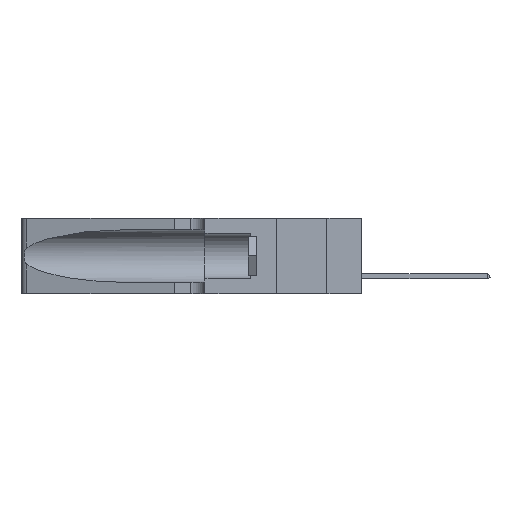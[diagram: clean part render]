
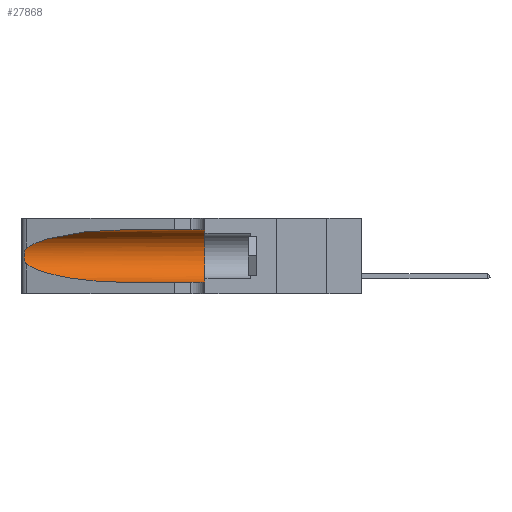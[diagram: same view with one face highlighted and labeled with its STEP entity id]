
A CAD part, left-side view. The second image highlights one B-rep face of the part: STEP entity #27868.
In plain terms, the highlighted cylindrical face has radius 3.308 mm (diameter 6.617 mm), a partial arc.
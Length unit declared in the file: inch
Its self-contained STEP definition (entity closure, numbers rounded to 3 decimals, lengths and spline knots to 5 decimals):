
#512 = CARTESIAN_POINT ( 'NONE',  ( 0.26075, 1.23896, 0.178 ) ) ;
#692 =( BOUNDED_CURVE ( )  B_SPLINE_CURVE ( 3, ( #2579, #5472, #24994, #10930 ),
 .UNSPECIFIED., .F., .T. ) 
 B_SPLINE_CURVE_WITH_KNOTS ( ( 4, 4 ),
 ( 1.5708, 2.84003 ),
 .UNSPECIFIED. ) 
 CURVE ( )  GEOMETRIC_REPRESENTATION_ITEM ( )  RATIONAL_B_SPLINE_CURVE ( ( 1., 0.87, 0.87, 1. ) ) 
 REPRESENTATION_ITEM ( '' )  );
#2020 = EDGE_CURVE ( 'NONE', #18845, #27835, #17141, .T. ) ;
#2208 = CARTESIAN_POINT ( 'NONE',  ( 0.25787, 1.23484, 0.2124 ) ) ;
#2446 = CARTESIAN_POINT ( 'NONE',  ( 0.25555, 1.22994, 0.2215 ) ) ;
#2579 = CARTESIAN_POINT ( 'NONE',  ( 0.1305, 0.72297, 0.31525 ) ) ;
#2752 = ORIENTED_EDGE ( 'NONE', *, *, #28108, .T. ) ;
#3207 = DIRECTION ( 'NONE',  ( 0., -1., 0. ) ) ;
#3375 = AXIS2_PLACEMENT_3D ( 'NONE', #14643, #12109, #32144 ) ;
#3614 = EDGE_CURVE ( 'NONE', #18845, #31746, #692, .T. ) ;
#4216 = DIRECTION ( 'NONE',  ( 0., 0., -1. ) ) ;
#4961 = ORIENTED_EDGE ( 'NONE', *, *, #29801, .T. ) ;
#5076 = CARTESIAN_POINT ( 'NONE',  ( 0.25854, 1.2359, 0.20912 ) ) ;
#5202 = CARTESIAN_POINT ( 'NONE',  ( 0.25639, 1.23184, 0.21858 ) ) ;
#5472 = CARTESIAN_POINT ( 'NONE',  ( 0.18966, 0.96281, 0.31525 ) ) ;
#6063 = CARTESIAN_POINT ( 'NONE',  ( 0.1305, 1.61858, 0.05475 ) ) ;
#6073 = CARTESIAN_POINT ( 'NONE',  ( 0.25555, 1.22993, 0.14849 ) ) ;
#6320 = CARTESIAN_POINT ( 'NONE',  ( 0.25789, 1.23486, 0.15765 ) ) ;
#6426 = CARTESIAN_POINT ( 'NONE',  ( 0.1305, 1.61858, 0.185 ) ) ;
#6824 = CARTESIAN_POINT ( 'NONE',  ( 0.1305, 0.72297, 0.31525 ) ) ;
#8045 = CARTESIAN_POINT ( 'NONE',  ( 0.26018, 1.23835, 0.19895 ) ) ;
#8135 = CARTESIAN_POINT ( 'NONE',  ( 0.1305, 0.35, 0.05475 ) ) ;
#8935 = CARTESIAN_POINT ( 'NONE',  ( 0.25487, 1.22718, 0.14631 ) ) ;
#9239 = ORIENTED_EDGE ( 'NONE', *, *, #2020, .F. ) ;
#9635 =( BOUNDED_CURVE ( )  B_SPLINE_CURVE ( 3, ( #21304, #23927, #27078, #9777 ),
 .UNSPECIFIED., .F., .F. ) 
 B_SPLINE_CURVE_WITH_KNOTS ( ( 4, 4 ),
 ( 3.44316, 4.71239 ),
 .UNSPECIFIED. ) 
 CURVE ( )  GEOMETRIC_REPRESENTATION_ITEM ( )  RATIONAL_B_SPLINE_CURVE ( ( 1., 0.87, 0.87, 1. ) ) 
 REPRESENTATION_ITEM ( '' )  );
#9777 = CARTESIAN_POINT ( 'NONE',  ( 0.1305, 0.72297, 0.05475 ) ) ;
#10930 = CARTESIAN_POINT ( 'NONE',  ( 0.25487, 1.22718, 0.22369 ) ) ;
#12109 = DIRECTION ( 'NONE',  ( 0., 1., 0. ) ) ;
#12339 = CARTESIAN_POINT ( 'NONE',  ( 0.25487, 1.22718, 0.14631 ) ) ;
#14574 = VERTEX_POINT ( 'NONE', #12339 ) ;
#14643 = CARTESIAN_POINT ( 'NONE',  ( 0.1305, 0.35, 0.185 ) ) ;
#15500 = VERTEX_POINT ( 'NONE', #8135 ) ;
#16376 = B_SPLINE_CURVE_WITH_KNOTS ( 'NONE', 3,
 ( #19423, #2446, #5202, #2208, #5076, #8045, #28083, #512, #34921, #29068, #6320, #26089, #6073, #8935 ),
 .UNSPECIFIED., .F., .F.,
 ( 4, 2, 2, 2, 2, 2, 4 ),
 ( 0., 0.00027, 0.00053, 0.00107, 0.0016, 0.00187, 0.00214 ),
 .UNSPECIFIED. ) ;
#17141 = LINE ( 'NONE', #35193, #31866 ) ;
#17169 = EDGE_LOOP ( 'NONE', ( #37026, #28352, #2752, #4961, #21080, #9239 ) ) ;
#18845 = VERTEX_POINT ( 'NONE', #6824 ) ;
#19423 = CARTESIAN_POINT ( 'NONE',  ( 0.25487, 1.22718, 0.22369 ) ) ;
#20421 = CARTESIAN_POINT ( 'NONE',  ( 0.1305, 0.35, 0.31525 ) ) ;
#21080 = ORIENTED_EDGE ( 'NONE', *, *, #32755, .F. ) ;
#21304 = CARTESIAN_POINT ( 'NONE',  ( 0.25487, 1.22718, 0.14631 ) ) ;
#21510 = EDGE_CURVE ( 'NONE', #31746, #14574, #16376, .T. ) ;
#22343 = LINE ( 'NONE', #6063, #23192 ) ;
#22924 = AXIS2_PLACEMENT_3D ( 'NONE', #6426, #23806, #4216 ) ;
#23192 = VECTOR ( 'NONE', #3207, 39.37008 ) ;
#23806 = DIRECTION ( 'NONE',  ( 0., -1., 0. ) ) ;
#23927 = CARTESIAN_POINT ( 'NONE',  ( 0.2373, 1.15595, 0.08982 ) ) ;
#24687 = CARTESIAN_POINT ( 'NONE',  ( 0.1305, 0.72297, 0.05475 ) ) ;
#24994 = CARTESIAN_POINT ( 'NONE',  ( 0.2373, 1.15595, 0.28018 ) ) ;
#26089 = CARTESIAN_POINT ( 'NONE',  ( 0.25639, 1.23186, 0.15144 ) ) ;
#26215 = VERTEX_POINT ( 'NONE', #24687 ) ;
#27078 = CARTESIAN_POINT ( 'NONE',  ( 0.18966, 0.96281, 0.05475 ) ) ;
#27835 = VERTEX_POINT ( 'NONE', #20421 ) ;
#27868 = ADVANCED_FACE ( 'NONE', ( #32349 ), #30125, .F. ) ;
#28083 = CARTESIAN_POINT ( 'NONE',  ( 0.26075, 1.23896, 0.19203 ) ) ;
#28108 = EDGE_CURVE ( 'NONE', #14574, #26215, #9635, .T. ) ;
#28352 = ORIENTED_EDGE ( 'NONE', *, *, #21510, .T. ) ;
#29068 = CARTESIAN_POINT ( 'NONE',  ( 0.25856, 1.23593, 0.16098 ) ) ;
#29801 = EDGE_CURVE ( 'NONE', #26215, #15500, #22343, .T. ) ;
#30125 = CYLINDRICAL_SURFACE ( 'NONE', #22924, 0.13025 ) ;
#30517 = CARTESIAN_POINT ( 'NONE',  ( 0.25487, 1.22718, 0.22369 ) ) ;
#31746 = VERTEX_POINT ( 'NONE', #30517 ) ;
#31866 = VECTOR ( 'NONE', #32204, 39.37008 ) ;
#32144 = DIRECTION ( 'NONE',  ( 0., 0., 1. ) ) ;
#32204 = DIRECTION ( 'NONE',  ( 0., -1., 0. ) ) ;
#32349 = FACE_OUTER_BOUND ( 'NONE', #17169, .T. ) ;
#32755 = EDGE_CURVE ( 'NONE', #27835, #15500, #35137, .T. ) ;
#34921 = CARTESIAN_POINT ( 'NONE',  ( 0.26017, 1.23833, 0.17102 ) ) ;
#35137 = CIRCLE ( 'NONE', #3375, 0.13025 ) ;
#35193 = CARTESIAN_POINT ( 'NONE',  ( 0.1305, 1.61858, 0.31525 ) ) ;
#37026 = ORIENTED_EDGE ( 'NONE', *, *, #3614, .T. ) ;
